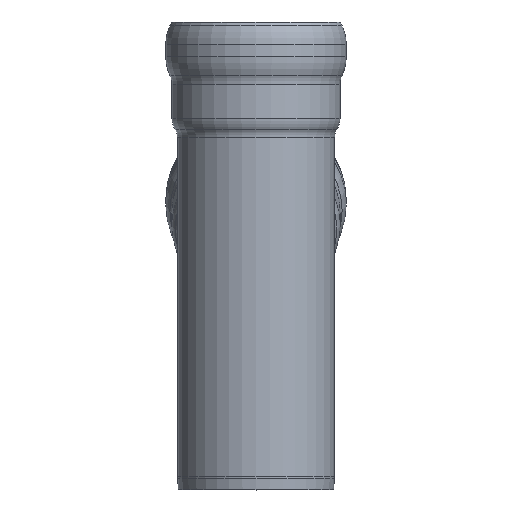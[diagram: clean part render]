
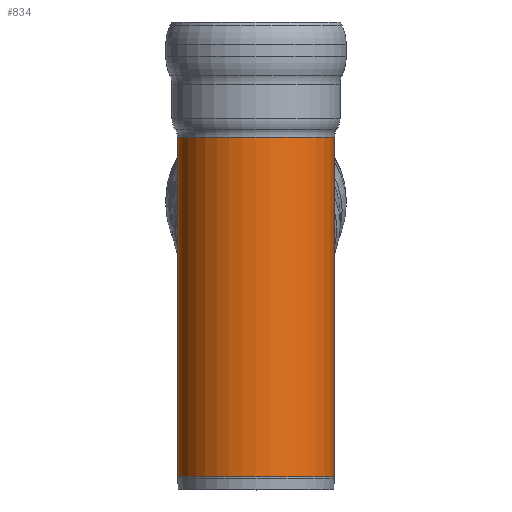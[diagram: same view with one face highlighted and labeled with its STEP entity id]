
A CAD part, left-side view. The second image highlights one B-rep face of the part: STEP entity #834.
In plain terms, the highlighted cylindrical face has radius 445 mm (diameter 890 mm), a full revolution.
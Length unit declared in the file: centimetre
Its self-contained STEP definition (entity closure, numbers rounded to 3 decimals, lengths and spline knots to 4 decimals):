
#131=CIRCLE('',#968,44.5);
#132=CIRCLE('',#969,44.5);
#143=CIRCLE('',#985,44.5);
#144=CIRCLE('',#986,44.5);
#155=CYLINDRICAL_SURFACE('',#987,44.5);
#202=FACE_OUTER_BOUND('',#256,.T.);
#256=EDGE_LOOP('',(#758,#759,#760,#761,#762,#763,#764,#765,#766,#767,#768,
#769));
#278=LINE('',#1572,#302);
#279=LINE('',#1573,#303);
#302=VECTOR('',#1310,44.5);
#303=VECTOR('',#1311,44.5);
#312=ELLIPSE('',#906,77.5834,44.5);
#315=ELLIPSE('',#909,77.5834,44.5);
#316=ELLIPSE('',#911,54.3245,44.5);
#319=ELLIPSE('',#914,54.3245,44.5);
#356=VERTEX_POINT('',#1432);
#357=VERTEX_POINT('',#1433);
#361=VERTEX_POINT('',#1441);
#362=VERTEX_POINT('',#1445);
#392=VERTEX_POINT('',#1537);
#393=VERTEX_POINT('',#1539);
#402=VERTEX_POINT('',#1566);
#403=VERTEX_POINT('',#1568);
#458=EDGE_CURVE('',#356,#357,#312,.T.);
#463=EDGE_CURVE('',#357,#361,#315,.T.);
#464=EDGE_CURVE('',#361,#362,#316,.T.);
#467=EDGE_CURVE('',#362,#356,#319,.T.);
#510=EDGE_CURVE('',#393,#392,#131,.T.);
#511=EDGE_CURVE('',#392,#393,#132,.T.);
#524=EDGE_CURVE('',#402,#403,#143,.T.);
#525=EDGE_CURVE('',#403,#402,#144,.T.);
#526=EDGE_CURVE('',#403,#362,#278,.T.);
#527=EDGE_CURVE('',#357,#393,#279,.T.);
#758=ORIENTED_EDGE('',*,*,#524,.F.);
#759=ORIENTED_EDGE('',*,*,#525,.F.);
#760=ORIENTED_EDGE('',*,*,#526,.T.);
#761=ORIENTED_EDGE('',*,*,#467,.T.);
#762=ORIENTED_EDGE('',*,*,#458,.T.);
#763=ORIENTED_EDGE('',*,*,#527,.T.);
#764=ORIENTED_EDGE('',*,*,#510,.T.);
#765=ORIENTED_EDGE('',*,*,#511,.T.);
#766=ORIENTED_EDGE('',*,*,#527,.F.);
#767=ORIENTED_EDGE('',*,*,#463,.T.);
#768=ORIENTED_EDGE('',*,*,#464,.T.);
#769=ORIENTED_EDGE('',*,*,#526,.F.);
#834=ADVANCED_FACE('',(#202),#155,.T.);
#906=AXIS2_PLACEMENT_3D('',#1434,#1136,#1137);
#909=AXIS2_PLACEMENT_3D('',#1443,#1144,#1145);
#911=AXIS2_PLACEMENT_3D('',#1446,#1148,#1149);
#914=AXIS2_PLACEMENT_3D('',#1450,#1154,#1155);
#968=AXIS2_PLACEMENT_3D('',#1540,#1268,#1269);
#969=AXIS2_PLACEMENT_3D('',#1541,#1270,#1271);
#985=AXIS2_PLACEMENT_3D('',#1569,#1304,#1305);
#986=AXIS2_PLACEMENT_3D('',#1570,#1306,#1307);
#987=AXIS2_PLACEMENT_3D('',#1571,#1308,#1309);
#1136=DIRECTION('center_axis',(-0.819,0.,
0.574));
#1137=DIRECTION('ref_axis',(-0.574,0.,-0.819));
#1144=DIRECTION('center_axis',(-0.819,0.,
0.574));
#1145=DIRECTION('ref_axis',(-0.574,0.,-0.819));
#1148=DIRECTION('center_axis',(-0.574,0.,
-0.819));
#1149=DIRECTION('ref_axis',(-0.819,0.,0.574));
#1154=DIRECTION('center_axis',(-0.574,0.,
-0.819));
#1155=DIRECTION('ref_axis',(-0.819,0.,0.574));
#1268=DIRECTION('center_axis',(0.,0.,
-1.));
#1269=DIRECTION('ref_axis',(1.,0.,0.));
#1270=DIRECTION('center_axis',(0.,0.,
-1.));
#1271=DIRECTION('ref_axis',(1.,0.,0.));
#1304=DIRECTION('center_axis',(0.,0.,
-1.));
#1305=DIRECTION('ref_axis',(1.,0.,0.));
#1306=DIRECTION('center_axis',(0.,0.,
-1.));
#1307=DIRECTION('ref_axis',(1.,0.,0.));
#1308=DIRECTION('center_axis',(0.,0.,
-1.));
#1309=DIRECTION('ref_axis',(-1.,0.,0.));
#1310=DIRECTION('',(0.,0.,1.));
#1311=DIRECTION('',(0.,0.,1.));
#1432=CARTESIAN_POINT('',(981.5097,318.1566,-15.5023));
#1433=CARTESIAN_POINT('',(1026.0097,362.6566,48.0503));
#1434=CARTESIAN_POINT('Origin',(981.5097,362.6566,-15.5023));
#1441=CARTESIAN_POINT('',(981.5097,407.1566,-15.5023));
#1443=CARTESIAN_POINT('Origin',(981.5097,362.6566,-15.5023));
#1445=CARTESIAN_POINT('',(1026.0097,362.6566,-46.6615));
#1446=CARTESIAN_POINT('Origin',(981.5097,362.6566,-15.5023));
#1450=CARTESIAN_POINT('Origin',(981.5097,362.6566,-15.5023));
#1537=CARTESIAN_POINT('',(981.5097,318.1566,67.1957));
#1539=CARTESIAN_POINT('',(1026.0097,362.6566,67.1957));
#1540=CARTESIAN_POINT('Origin',(981.5097,362.6566,67.1957));
#1541=CARTESIAN_POINT('Origin',(981.5097,362.6566,67.1957));
#1566=CARTESIAN_POINT('',(981.5097,318.1566,-125.0657));
#1568=CARTESIAN_POINT('',(1026.0097,362.6566,-125.0657));
#1569=CARTESIAN_POINT('Origin',(981.5097,362.6566,-125.0657));
#1570=CARTESIAN_POINT('Origin',(981.5097,362.6566,-125.0657));
#1571=CARTESIAN_POINT('Origin',(981.5097,362.6566,-29.1882));
#1572=CARTESIAN_POINT('',(1026.0097,362.6566,-29.1882));
#1573=CARTESIAN_POINT('',(1026.0097,362.6566,-29.1882));
